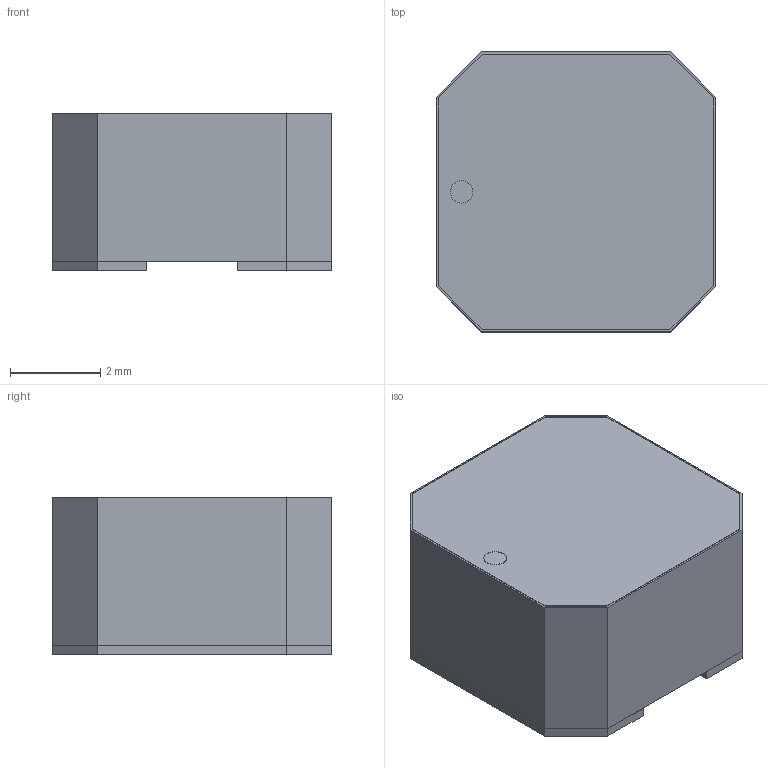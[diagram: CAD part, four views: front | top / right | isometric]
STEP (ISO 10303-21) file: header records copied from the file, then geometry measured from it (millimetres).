
FILE_DESCRIPTION(/* description */ (''),/* implementation_level */ '2;1');
FILE_NAME(/* name */ 'IND_COILCRAFT_LPS6235.stp',/* time_stamp */ '2016-09-15T15:49:49+02:00',/* author */ ('jchouvet'),/* organization */ ('SolidWorks'),/* preprocessor_version */ 'ST-DEVELOPER v16.1',/* originating_system */ 'AutoCAD Mechanical',/* authorisation */ '');
FILE_SCHEMA (('AUTOMOTIVE_DESIGN { 1 0 10303 214 3 1 1 }'));
Length unit declared in the file: millimetre
Products named in the file (1): Product
Bounding box: 6.21 x 6.21 x 3.5 mm (x, y, z)
Volume: 123.5 mm3; surface area: 254.4 mm2
Topology: 4 solids, 4 shells, 49 faces, 123 edges, 82 vertices
Faces by surface type: plane 48, cylinder 1
Full cylindrical faces by diameter (mm): 0.5 x1
Entity records: 1481 total; most frequent: CARTESIAN_POINT 254, ORIENTED_EDGE 244, DIRECTION 224, EDGE_CURVE 122, LINE 120, VECTOR 120, VERTEX_POINT 82, EDGE_LOOP 52
